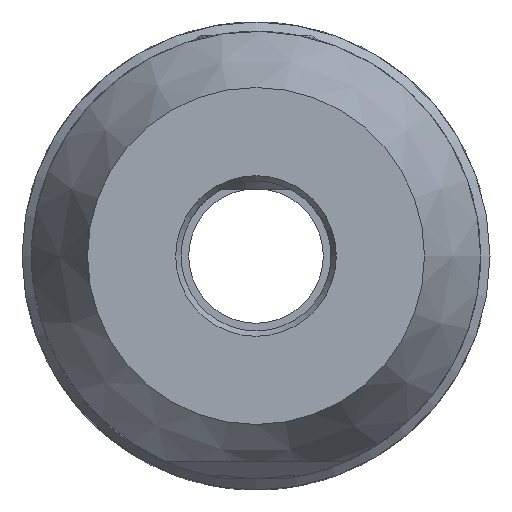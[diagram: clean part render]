
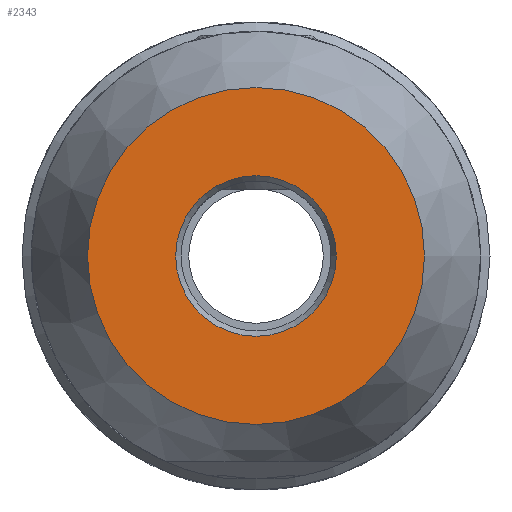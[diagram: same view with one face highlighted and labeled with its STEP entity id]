
A CAD part, left-side view. The second image highlights one B-rep face of the part: STEP entity #2343.
In plain terms, the highlighted planar face has unit normal (-1, 0, 0).
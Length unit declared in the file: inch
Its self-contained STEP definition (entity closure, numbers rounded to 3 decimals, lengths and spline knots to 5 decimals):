
#62=FACE_BOUND('',#529,.T.);
#95=PLANE('',#2545);
#392=FACE_OUTER_BOUND('',#528,.T.);
#528=EDGE_LOOP('',(#1652,#1653));
#529=EDGE_LOOP('',(#1654));
#678=CIRCLE('',#2544,0.33769);
#679=CIRCLE('',#2546,0.70866);
#680=CIRCLE('',#2547,0.70866);
#947=VERTEX_POINT('',#3717);
#948=VERTEX_POINT('',#3721);
#949=VERTEX_POINT('',#3722);
#1217=EDGE_CURVE('',#947,#947,#678,.T.);
#1219=EDGE_CURVE('',#948,#949,#679,.T.);
#1220=EDGE_CURVE('',#949,#948,#680,.T.);
#1652=ORIENTED_EDGE('',*,*,#1219,.F.);
#1653=ORIENTED_EDGE('',*,*,#1220,.F.);
#1654=ORIENTED_EDGE('',*,*,#1217,.F.);
#2343=ADVANCED_FACE('',(#392,#62),#95,.T.);
#2544=AXIS2_PLACEMENT_3D('',#3718,#2928,#2929);
#2545=AXIS2_PLACEMENT_3D('',#3720,#2931,#2932);
#2546=AXIS2_PLACEMENT_3D('',#3723,#2933,#2934);
#2547=AXIS2_PLACEMENT_3D('',#3724,#2935,#2936);
#2928=DIRECTION('center_axis',(-1.,0.,0.));
#2929=DIRECTION('ref_axis',(0.,0.,-1.));
#2931=DIRECTION('center_axis',(-1.,0.,0.));
#2932=DIRECTION('ref_axis',(0.,0.,
1.));
#2933=DIRECTION('center_axis',(1.,0.,0.));
#2934=DIRECTION('ref_axis',(0.,1.,0.));
#2935=DIRECTION('center_axis',(1.,0.,0.));
#2936=DIRECTION('ref_axis',(0.,1.,0.));
#3717=CARTESIAN_POINT('',(-2.28332,-0.03311,0.30385));
#3718=CARTESIAN_POINT('Origin',(-2.28332,-0.03311,-0.03385));
#3720=CARTESIAN_POINT('Origin',(-2.28332,0.32122,-0.03385));
#3721=CARTESIAN_POINT('',(-2.28332,0.67555,-0.03385));
#3722=CARTESIAN_POINT('',(-2.28332,-0.74177,-0.03385));
#3723=CARTESIAN_POINT('Origin',(-2.28332,-0.03311,-0.03385));
#3724=CARTESIAN_POINT('Origin',(-2.28332,-0.03311,-0.03385));
